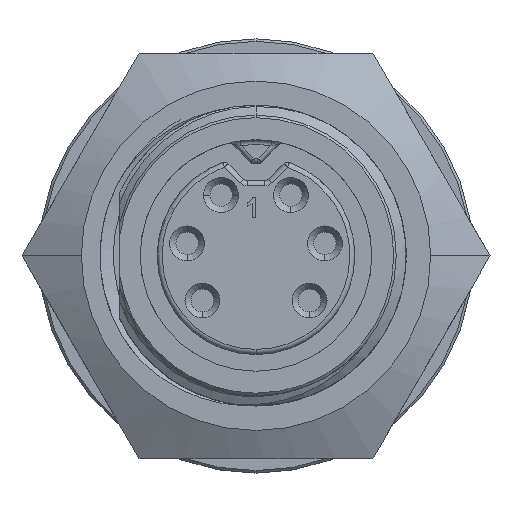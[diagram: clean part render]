
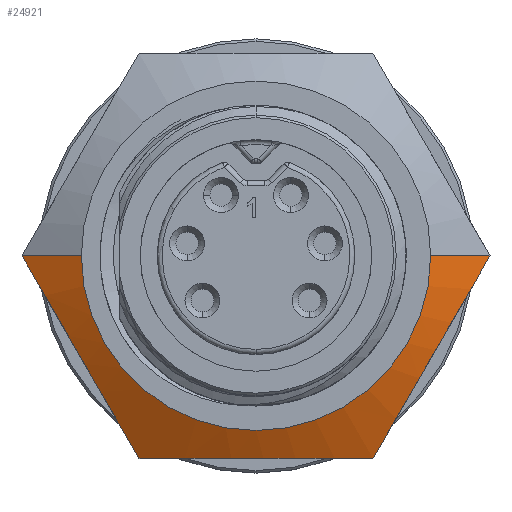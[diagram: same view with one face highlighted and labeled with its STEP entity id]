
A CAD part, top view. The second image highlights one B-rep face of the part: STEP entity #24921.
In plain terms, the highlighted conical face has half-angle 61.689 degrees and reference radius 11.926 mm.
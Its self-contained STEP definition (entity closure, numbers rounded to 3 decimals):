
#89 = CARTESIAN_POINT ( 'NONE',  ( 0., 0., 0. ) ) ;
#2008 = CARTESIAN_POINT ( 'NONE',  ( -9.179, -4.726, -0.766 ) ) ;
#2166 = DIRECTION ( 'NONE',  ( 0., 1., 0. ) ) ;
#3966 = CARTESIAN_POINT ( 'NONE',  ( 10.93, -1.694, -1.147 ) ) ;
#4013 = VECTOR ( 'NONE', #13848, 1000. ) ;
#4093 = CARTESIAN_POINT ( 'NONE',  ( -9.934, -3.418, -0.864 ) ) ;
#4355 = VERTEX_POINT ( 'NONE', #13609 ) ;
#4724 = CARTESIAN_POINT ( 'NONE',  ( 2.014, -10.312, -0.848 ) ) ;
#5706 = VERTEX_POINT ( 'NONE', #11675 ) ;
#5989 = B_SPLINE_CURVE_WITH_KNOTS ( 'NONE', 3,
 ( #20468, #18389, #12264, #26693, #14359, #2008, #16411, #4093, #18472, #6126, #20551, #8227 ),
 .UNSPECIFIED., .F., .F.,
 ( 4, 2, 2, 2, 2, 4 ),
 ( 0., 0.003, 0.006, 0.008, 0.009, 0.012 ),
 .UNSPECIFIED. ) ;
#6011 = CARTESIAN_POINT ( 'NONE',  ( 9.44, -4.274, -0.767 ) ) ;
#6126 = CARTESIAN_POINT ( 'NONE',  ( -10.929, -1.696, -1.146 ) ) ;
#6194 = B_SPLINE_CURVE_WITH_KNOTS ( 'NONE', 3,
 ( #25262, #21111, #17037, #4724, #19113, #6781, #21195, #8862, #23261, #10923 ),
 .UNSPECIFIED., .F., .F.,
 ( 4, 2, 2, 2, 4 ),
 ( -0.006, -0.003, 0., 0.003, 0.006 ),
 .UNSPECIFIED. ) ;
#6269 = DIRECTION ( 'NONE',  ( 0., 0., -1. ) ) ;
#6773 = EDGE_LOOP ( 'NONE', ( #20140, #10577, #19643, #21150, #26720, #14872 ) ) ;
#6781 = CARTESIAN_POINT ( 'NONE',  ( -1.013, -10.312, -0.766 ) ) ;
#7162 = CONICAL_SURFACE ( 'NONE', #16094, 11.926, 1.077 ) ;
#7894 = CARTESIAN_POINT ( 'NONE',  ( -11.908, 0., -1.626 ) ) ;
#8013 = CARTESIAN_POINT ( 'NONE',  ( 11.42, -0.844, -1.363 ) ) ;
#8102 = CARTESIAN_POINT ( 'NONE',  ( 8.429, -6.025, -0.786 ) ) ;
#8227 = CARTESIAN_POINT ( 'NONE',  ( -11.908, 0., -1.626 ) ) ;
#8862 = CARTESIAN_POINT ( 'NONE',  ( -3.997, -10.312, -1.147 ) ) ;
#9682 = EDGE_CURVE ( 'NONE', #5706, #22359, #24055, .T. ) ;
#10166 = CARTESIAN_POINT ( 'NONE',  ( 7.678, -7.326, -0.922 ) ) ;
#10577 = ORIENTED_EDGE ( 'NONE', *, *, #12736, .F. ) ;
#10923 = CARTESIAN_POINT ( 'NONE',  ( -5.954, -10.312, -1.626 ) ) ;
#11301 = VERTEX_POINT ( 'NONE', #15603 ) ;
#11675 = CARTESIAN_POINT ( 'NONE',  ( -8.89, 0., 0. ) ) ;
#11728 = EDGE_CURVE ( 'NONE', #11301, #4355, #6194, .T. ) ;
#12051 = LINE ( 'NONE', #17965, #4013 ) ;
#12162 = VERTEX_POINT ( 'NONE', #25047 ) ;
#12232 = CARTESIAN_POINT ( 'NONE',  ( 6.442, -9.467, -1.363 ) ) ;
#12264 = CARTESIAN_POINT ( 'NONE',  ( -6.932, -8.619, -1.147 ) ) ;
#12713 = CARTESIAN_POINT ( 'NONE',  ( -11.926, 0., -1.635 ) ) ;
#12736 = EDGE_CURVE ( 'NONE', #5706, #21506, #26285, .T. ) ;
#13609 = CARTESIAN_POINT ( 'NONE',  ( -5.954, -10.312, -1.626 ) ) ;
#13848 = DIRECTION ( 'NONE',  ( 0.88, 0., -0.474 ) ) ;
#14359 = CARTESIAN_POINT ( 'NONE',  ( -8.421, -6.039, -0.767 ) ) ;
#14504 = DIRECTION ( 'NONE',  ( 0., 0., 1. ) ) ;
#14872 = ORIENTED_EDGE ( 'NONE', *, *, #26592, .F. ) ;
#15603 = CARTESIAN_POINT ( 'NONE',  ( 5.954, -10.312, -1.626 ) ) ;
#16094 = AXIS2_PLACEMENT_3D ( 'NONE', #20684, #6269, #24842 ) ;
#16411 = CARTESIAN_POINT ( 'NONE',  ( -9.432, -4.288, -0.786 ) ) ;
#16908 = EDGE_CURVE ( 'NONE', #21506, #12162, #12051, .T. ) ;
#17037 = CARTESIAN_POINT ( 'NONE',  ( 3.997, -10.312, -1.147 ) ) ;
#17965 = CARTESIAN_POINT ( 'NONE',  ( 11.926, 0., -1.635 ) ) ;
#18358 = CARTESIAN_POINT ( 'NONE',  ( 9.94, -3.408, -0.848 ) ) ;
#18389 = CARTESIAN_POINT ( 'NONE',  ( -6.441, -9.468, -1.363 ) ) ;
#18472 = CARTESIAN_POINT ( 'NONE',  ( -10.184, -2.986, -0.922 ) ) ;
#18562 = VECTOR ( 'NONE', #23063, 1000. ) ;
#19113 = CARTESIAN_POINT ( 'NONE',  ( 1.013, -10.312, -0.766 ) ) ;
#19363 = CARTESIAN_POINT ( 'NONE',  ( 8.89, 0., 0. ) ) ;
#19643 = ORIENTED_EDGE ( 'NONE', *, *, #9682, .T. ) ;
#20140 = ORIENTED_EDGE ( 'NONE', *, *, #16908, .F. ) ;
#20434 = CARTESIAN_POINT ( 'NONE',  ( 8.683, -5.586, -0.766 ) ) ;
#20468 = CARTESIAN_POINT ( 'NONE',  ( -5.954, -10.312, -1.626 ) ) ;
#20551 = CARTESIAN_POINT ( 'NONE',  ( -11.42, -0.845, -1.363 ) ) ;
#20684 = CARTESIAN_POINT ( 'NONE',  ( 0., 0., -1.635 ) ) ;
#21111 = CARTESIAN_POINT ( 'NONE',  ( 4.979, -10.312, -1.363 ) ) ;
#21150 = ORIENTED_EDGE ( 'NONE', *, *, #25518, .F. ) ;
#21195 = CARTESIAN_POINT ( 'NONE',  ( -2.014, -10.312, -0.848 ) ) ;
#21506 = VERTEX_POINT ( 'NONE', #19363 ) ;
#21692 = B_SPLINE_CURVE_WITH_KNOTS ( 'NONE', 3,
 ( #22416, #8013, #3966, #18358, #6011, #20434, #8102, #22508, #10166, #24590, #12232, #26667 ),
 .UNSPECIFIED., .F., .F.,
 ( 4, 2, 2, 2, 2, 4 ),
 ( 0., 0.003, 0.006, 0.008, 0.009, 0.012 ),
 .UNSPECIFIED. ) ;
#21999 = AXIS2_PLACEMENT_3D ( 'NONE', #89, #14504, #2166 ) ;
#22359 = VERTEX_POINT ( 'NONE', #7894 ) ;
#22416 = CARTESIAN_POINT ( 'NONE',  ( 11.908, 0., -1.626 ) ) ;
#22508 = CARTESIAN_POINT ( 'NONE',  ( 7.927, -6.894, -0.864 ) ) ;
#23063 = DIRECTION ( 'NONE',  ( -0.88, 0., -0.474 ) ) ;
#23261 = CARTESIAN_POINT ( 'NONE',  ( -4.979, -10.312, -1.363 ) ) ;
#24055 = LINE ( 'NONE', #12713, #18562 ) ;
#24590 = CARTESIAN_POINT ( 'NONE',  ( 6.933, -8.616, -1.146 ) ) ;
#24842 = DIRECTION ( 'NONE',  ( -1., 0., 0. ) ) ;
#24920 = FACE_OUTER_BOUND ( 'NONE', #6773, .T. ) ;
#24921 = ADVANCED_FACE ( 'NONE', ( #24920 ), #7162, .T. ) ;
#25047 = CARTESIAN_POINT ( 'NONE',  ( 11.908, 0., -1.626 ) ) ;
#25262 = CARTESIAN_POINT ( 'NONE',  ( 5.954, -10.312, -1.626 ) ) ;
#25518 = EDGE_CURVE ( 'NONE', #4355, #22359, #5989, .T. ) ;
#26285 = CIRCLE ( 'NONE', #21999, 8.89 ) ;
#26592 = EDGE_CURVE ( 'NONE', #12162, #11301, #21692, .T. ) ;
#26667 = CARTESIAN_POINT ( 'NONE',  ( 5.954, -10.312, -1.626 ) ) ;
#26693 = CARTESIAN_POINT ( 'NONE',  ( -7.922, -6.904, -0.848 ) ) ;
#26720 = ORIENTED_EDGE ( 'NONE', *, *, #11728, .F. ) ;
